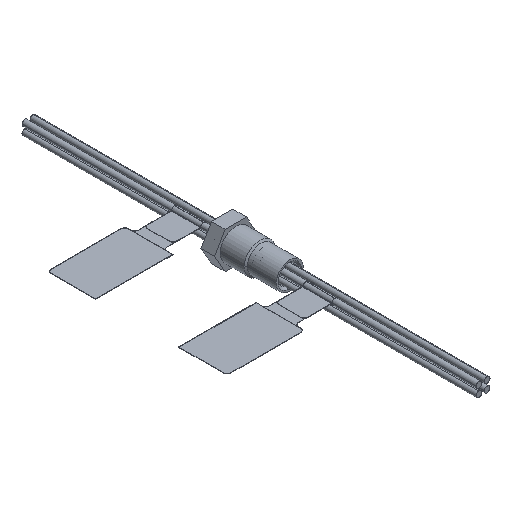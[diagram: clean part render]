
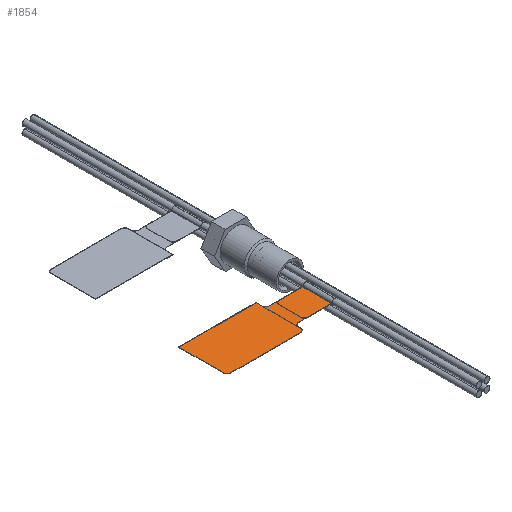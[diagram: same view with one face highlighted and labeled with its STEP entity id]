
A CAD part, isometric view. The second image highlights one B-rep face of the part: STEP entity #1854.
In plain terms, the highlighted planar face has unit normal (0, 0, 1).
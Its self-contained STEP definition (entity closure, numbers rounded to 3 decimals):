
#24 = ORIENTED_EDGE ( 'NONE', *, *, #482, .T. ) ;
#159 = DIRECTION ( 'NONE',  ( 0., 0., 1. ) ) ;
#202 = LINE ( 'NONE', #4950, #559 ) ;
#231 = CARTESIAN_POINT ( 'NONE',  ( -3., -5., 0.1 ) ) ;
#244 = CIRCLE ( 'NONE', #5082, 2. ) ;
#285 = DIRECTION ( 'NONE',  ( 1., 0., 0. ) ) ;
#304 = CARTESIAN_POINT ( 'NONE',  ( -5., -0.05, 0.1 ) ) ;
#383 = CARTESIAN_POINT ( 'NONE',  ( -43., -25., 0.1 ) ) ;
#417 = CARTESIAN_POINT ( 'NONE',  ( -45., -23., 0.1 ) ) ;
#435 = CIRCLE ( 'NONE', #5028, 2. ) ;
#482 = EDGE_CURVE ( 'NONE', #4231, #3320, #1292, .T. ) ;
#485 = CARTESIAN_POINT ( 'NONE',  ( 14.207, -5., 0.1 ) ) ;
#501 = VECTOR ( 'NONE', #3052, 1000. ) ;
#507 = FACE_OUTER_BOUND ( 'NONE', #1406, .T. ) ;
#520 = DIRECTION ( 'NONE',  ( 1., 0., 0. ) ) ;
#531 = EDGE_CURVE ( 'NONE', #1290, #2179, #1753, .T. ) ;
#559 = VECTOR ( 'NONE', #1048, 1000. ) ;
#699 = VERTEX_POINT ( 'NONE', #383 ) ;
#708 = CARTESIAN_POINT ( 'NONE',  ( 45.001, -0.05, 0.1 ) ) ;
#723 = VERTEX_POINT ( 'NONE', #2025 ) ;
#737 = DIRECTION ( 'NONE',  ( -1., 0., 0. ) ) ;
#787 = CARTESIAN_POINT ( 'NONE',  ( 0., 0., 0.1 ) ) ;
#920 = ORIENTED_EDGE ( 'NONE', *, *, #3524, .T. ) ;
#931 = ORIENTED_EDGE ( 'NONE', *, *, #4108, .T. ) ;
#980 = VERTEX_POINT ( 'NONE', #2490 ) ;
#1012 = VERTEX_POINT ( 'NONE', #417 ) ;
#1048 = DIRECTION ( 'NONE',  ( 0., -1., 0. ) ) ;
#1057 = ORIENTED_EDGE ( 'NONE', *, *, #531, .T. ) ;
#1070 = ORIENTED_EDGE ( 'NONE', *, *, #2315, .T. ) ;
#1158 = DIRECTION ( 'NONE',  ( 0., 0., -1. ) ) ;
#1254 = VERTEX_POINT ( 'NONE', #4573 ) ;
#1290 = VERTEX_POINT ( 'NONE', #4560 ) ;
#1292 = LINE ( 'NONE', #1964, #1508 ) ;
#1327 = DIRECTION ( 'NONE',  ( 1., 0., 0. ) ) ;
#1406 = EDGE_LOOP ( 'NONE', ( #4515, #24, #1070, #3613, #1957, #920, #3752, #931, #1535, #1057, #4169, #1495 ) ) ;
#1495 = ORIENTED_EDGE ( 'NONE', *, *, #2344, .T. ) ;
#1508 = VECTOR ( 'NONE', #737, 1000. ) ;
#1535 = ORIENTED_EDGE ( 'NONE', *, *, #2371, .T. ) ;
#1681 = EDGE_CURVE ( 'NONE', #2179, #980, #4111, .T. ) ;
#1692 = EDGE_CURVE ( 'NONE', #3543, #1254, #2634, .T. ) ;
#1700 = LINE ( 'NONE', #4088, #501 ) ;
#1753 = LINE ( 'NONE', #2811, #5014 ) ;
#1790 = DIRECTION ( 'NONE',  ( 1., 0., 0. ) ) ;
#1854 = ADVANCED_FACE ( 'NONE', ( #507 ), #3324, .T. ) ;
#1951 = LINE ( 'NONE', #1966, #4401 ) ;
#1957 = ORIENTED_EDGE ( 'NONE', *, *, #1692, .T. ) ;
#1958 = EDGE_CURVE ( 'NONE', #3094, #3543, #1700, .T. ) ;
#1964 = CARTESIAN_POINT ( 'NONE',  ( -5., -5., 0.1 ) ) ;
#1966 = CARTESIAN_POINT ( 'NONE',  ( 14.207, -24.556, 0.1 ) ) ;
#1985 = CIRCLE ( 'NONE', #3295, 2. ) ;
#2012 = DIRECTION ( 'NONE',  ( 0., 1., 0. ) ) ;
#2025 = CARTESIAN_POINT ( 'NONE',  ( 14.207, -20., 0.1 ) ) ;
#2143 = VERTEX_POINT ( 'NONE', #2257 ) ;
#2179 = VERTEX_POINT ( 'NONE', #3381 ) ;
#2257 = CARTESIAN_POINT ( 'NONE',  ( -7., -25., 0.1 ) ) ;
#2315 = EDGE_CURVE ( 'NONE', #3320, #3094, #1985, .T. ) ;
#2344 = EDGE_CURVE ( 'NONE', #980, #723, #3542, .T. ) ;
#2353 = VECTOR ( 'NONE', #4137, 1000. ) ;
#2354 = CARTESIAN_POINT ( 'NONE',  ( -45., -25., 0.1 ) ) ;
#2371 = EDGE_CURVE ( 'NONE', #2143, #1290, #244, .T. ) ;
#2490 = CARTESIAN_POINT ( 'NONE',  ( -3., -20., 0.1 ) ) ;
#2634 = LINE ( 'NONE', #708, #2759 ) ;
#2633 = DIRECTION ( 'NONE',  ( 0., 0., 1. ) ) ;
#2759 = VECTOR ( 'NONE', #4767, 1000. ) ;
#2811 = CARTESIAN_POINT ( 'NONE',  ( -5., -20., 0.1 ) ) ;
#2874 = AXIS2_PLACEMENT_3D ( 'NONE', #787, #4909, #1327 ) ;
#2994 = CARTESIAN_POINT ( 'NONE',  ( -5., -20., 0.1 ) ) ;
#3052 = DIRECTION ( 'NONE',  ( 0., 1., 0. ) ) ;
#3094 = VERTEX_POINT ( 'NONE', #3616 ) ;
#3197 = CARTESIAN_POINT ( 'NONE',  ( -3., -22., 0.1 ) ) ;
#3281 = DIRECTION ( 'NONE',  ( 1., 0., 0. ) ) ;
#3295 = AXIS2_PLACEMENT_3D ( 'NONE', #4842, #1158, #1790 ) ;
#3320 = VERTEX_POINT ( 'NONE', #231 ) ;
#3324 = PLANE ( 'NONE',  #2874 ) ;
#3381 = CARTESIAN_POINT ( 'NONE',  ( -5., -22., 0.1 ) ) ;
#3454 = EDGE_CURVE ( 'NONE', #1012, #699, #435, .T. ) ;
#3524 = EDGE_CURVE ( 'NONE', #1254, #1012, #202, .T. ) ;
#3542 = LINE ( 'NONE', #2994, #2353 ) ;
#3543 = VERTEX_POINT ( 'NONE', #304 ) ;
#3560 = DIRECTION ( 'NONE',  ( 0., 1., 0. ) ) ;
#3575 = AXIS2_PLACEMENT_3D ( 'NONE', #3197, #4316, #520 ) ;
#3613 = ORIENTED_EDGE ( 'NONE', *, *, #1958, .T. ) ;
#3616 = CARTESIAN_POINT ( 'NONE',  ( -5., -3., 0.1 ) ) ;
#3752 = ORIENTED_EDGE ( 'NONE', *, *, #3454, .T. ) ;
#4088 = CARTESIAN_POINT ( 'NONE',  ( -5., 25., 0.1 ) ) ;
#4108 = EDGE_CURVE ( 'NONE', #699, #2143, #4552, .T. ) ;
#4111 = CIRCLE ( 'NONE', #3575, 2. ) ;
#4137 = DIRECTION ( 'NONE',  ( 1., 0., 0. ) ) ;
#4159 = EDGE_CURVE ( 'NONE', #723, #4231, #1951, .T. ) ;
#4169 = ORIENTED_EDGE ( 'NONE', *, *, #1681, .T. ) ;
#4221 = CARTESIAN_POINT ( 'NONE',  ( -43., -23., 0.1 ) ) ;
#4231 = VERTEX_POINT ( 'NONE', #485 ) ;
#4313 = DIRECTION ( 'NONE',  ( 1., 0., 0. ) ) ;
#4316 = DIRECTION ( 'NONE',  ( 0., 0., -1. ) ) ;
#4401 = VECTOR ( 'NONE', #3560, 1000. ) ;
#4465 = CARTESIAN_POINT ( 'NONE',  ( -7., -23., 0.1 ) ) ;
#4515 = ORIENTED_EDGE ( 'NONE', *, *, #4159, .T. ) ;
#4552 = LINE ( 'NONE', #2354, #5025 ) ;
#4560 = CARTESIAN_POINT ( 'NONE',  ( -5., -23., 0.1 ) ) ;
#4573 = CARTESIAN_POINT ( 'NONE',  ( -45., -0.05, 0.1 ) ) ;
#4767 = DIRECTION ( 'NONE',  ( -1., 0., 0. ) ) ;
#4842 = CARTESIAN_POINT ( 'NONE',  ( -3., -3., 0.1 ) ) ;
#4909 = DIRECTION ( 'NONE',  ( 0., 0., 1. ) ) ;
#4950 = CARTESIAN_POINT ( 'NONE',  ( -45., 25., 0.1 ) ) ;
#5014 = VECTOR ( 'NONE', #2012, 1000. ) ;
#5025 = VECTOR ( 'NONE', #4313, 1000. ) ;
#5028 = AXIS2_PLACEMENT_3D ( 'NONE', #4221, #159, #3281 ) ;
#5082 = AXIS2_PLACEMENT_3D ( 'NONE', #4465, #2633, #285 ) ;
